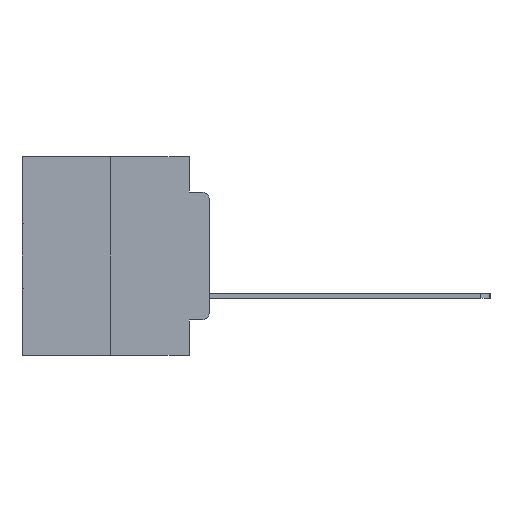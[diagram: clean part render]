
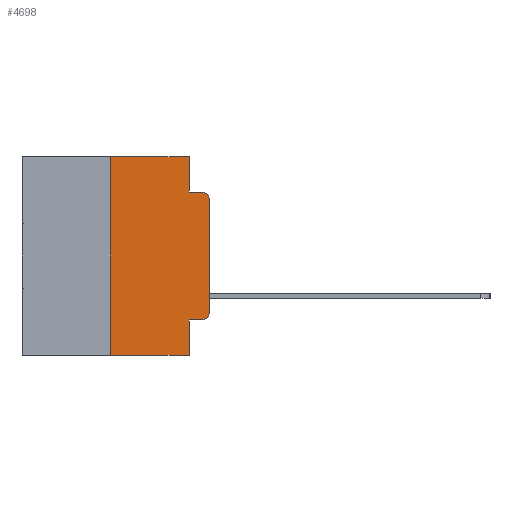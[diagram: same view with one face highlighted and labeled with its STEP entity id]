
A CAD part, left-side view. The second image highlights one B-rep face of the part: STEP entity #4698.
In plain terms, the highlighted planar face has unit normal (-1, 0, 0).
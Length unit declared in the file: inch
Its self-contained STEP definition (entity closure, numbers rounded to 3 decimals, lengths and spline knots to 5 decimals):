
#34 = DIRECTION ( 'NONE',  ( 0., 0., -1. ) ) ;
#104 = VERTEX_POINT ( 'NONE', #17928 ) ;
#1397 = AXIS2_PLACEMENT_3D ( 'NONE', #19569, #19670, #21901 ) ;
#1402 = EDGE_CURVE ( 'NONE', #14974, #1954, #12643, .T. ) ;
#1555 = LINE ( 'NONE', #15890, #13198 ) ;
#1813 = CARTESIAN_POINT ( 'NONE',  ( 0., 0.051, 0. ) ) ;
#1941 = ORIENTED_EDGE ( 'NONE', *, *, #19856, .T. ) ;
#1954 = VERTEX_POINT ( 'NONE', #19917 ) ;
#2678 = DIRECTION ( 'NONE',  ( -1., 0., 0. ) ) ;
#3585 = VECTOR ( 'NONE', #26916, 39.37008 ) ;
#3961 = LINE ( 'NONE', #22742, #9436 ) ;
#4164 = VERTEX_POINT ( 'NONE', #20634 ) ;
#4472 = ORIENTED_EDGE ( 'NONE', *, *, #9431, .F. ) ;
#4664 = VERTEX_POINT ( 'NONE', #22850 ) ;
#4698 = ADVANCED_FACE ( 'NONE', ( #7277 ), #17975, .F. ) ;
#4725 = EDGE_CURVE ( 'NONE', #4664, #12481, #12017, .T. ) ;
#5115 = CARTESIAN_POINT ( 'NONE',  ( 0., 0., -0.1085 ) ) ;
#5267 = EDGE_CURVE ( 'NONE', #26765, #19992, #15905, .T. ) ;
#6261 = EDGE_CURVE ( 'NONE', #19992, #104, #21072, .T. ) ;
#6367 = VERTEX_POINT ( 'NONE', #10265 ) ;
#6700 = ORIENTED_EDGE ( 'NONE', *, *, #5267, .F. ) ;
#7277 = FACE_OUTER_BOUND ( 'NONE', #26943, .T. ) ;
#7673 = CARTESIAN_POINT ( 'NONE',  ( 0., 0., -0.3915 ) ) ;
#7958 = LINE ( 'NONE', #15580, #19399 ) ;
#8159 = ORIENTED_EDGE ( 'NONE', *, *, #4725, .F. ) ;
#8219 = CARTESIAN_POINT ( 'NONE',  ( 0., 0.051, -0.0885 ) ) ;
#8493 = LINE ( 'NONE', #1813, #19898 ) ;
#8728 = DIRECTION ( 'NONE',  ( 0., -1., 0. ) ) ;
#9003 = VECTOR ( 'NONE', #25531, 39.37008 ) ;
#9431 = EDGE_CURVE ( 'NONE', #104, #6367, #8493, .T. ) ;
#9436 = VECTOR ( 'NONE', #11532, 39.37008 ) ;
#9467 = EDGE_CURVE ( 'NONE', #4664, #4164, #1555, .T. ) ;
#9564 = EDGE_CURVE ( 'NONE', #4164, #24450, #28109, .T. ) ;
#9865 = CARTESIAN_POINT ( 'NONE',  ( 0., 0.473, 0. ) ) ;
#10265 = CARTESIAN_POINT ( 'NONE',  ( 0., 0.051, -0.0885 ) ) ;
#10573 = DIRECTION ( 'NONE',  ( 0., -1., 0. ) ) ;
#11532 = DIRECTION ( 'NONE',  ( 0., 0., 1. ) ) ;
#11583 = LINE ( 'NONE', #8219, #16958 ) ;
#12017 = LINE ( 'NONE', #19438, #29024 ) ;
#12256 = DIRECTION ( 'NONE',  ( 0., 0., -1. ) ) ;
#12481 = VERTEX_POINT ( 'NONE', #16450 ) ;
#12643 = CIRCLE ( 'NONE', #29348, 0.02 ) ;
#13198 = VECTOR ( 'NONE', #29074, 39.37008 ) ;
#13976 = DIRECTION ( 'NONE',  ( -1., 0., 0. ) ) ;
#14647 = ORIENTED_EDGE ( 'NONE', *, *, #15394, .T. ) ;
#14974 = VERTEX_POINT ( 'NONE', #5115 ) ;
#15363 = ORIENTED_EDGE ( 'NONE', *, *, #19769, .F. ) ;
#15394 = EDGE_CURVE ( 'NONE', #24450, #14974, #3961, .T. ) ;
#15580 = CARTESIAN_POINT ( 'NONE',  ( 0., 0.473, -0.5 ) ) ;
#15711 = DIRECTION ( 'NONE',  ( 0., 0., -1. ) ) ;
#15890 = CARTESIAN_POINT ( 'NONE',  ( 0., 0.051, -0.4115 ) ) ;
#15905 = LINE ( 'NONE', #27257, #3585 ) ;
#16450 = CARTESIAN_POINT ( 'NONE',  ( 0., 0.051, -0.5 ) ) ;
#16958 = VECTOR ( 'NONE', #10573, 39.37008 ) ;
#17928 = CARTESIAN_POINT ( 'NONE',  ( 0., 0.051, 0. ) ) ;
#17975 = PLANE ( 'NONE',  #1397 ) ;
#19399 = VECTOR ( 'NONE', #8728, 39.37008 ) ;
#19438 = CARTESIAN_POINT ( 'NONE',  ( 0., 0.051, 0. ) ) ;
#19569 = CARTESIAN_POINT ( 'NONE',  ( 0., 0.473, 0. ) ) ;
#19670 = DIRECTION ( 'NONE',  ( 1., 0., 0. ) ) ;
#19769 = EDGE_CURVE ( 'NONE', #6367, #1954, #11583, .T. ) ;
#19856 = EDGE_CURVE ( 'NONE', #26765, #12481, #7958, .T. ) ;
#19898 = VECTOR ( 'NONE', #15711, 39.37008 ) ;
#19917 = CARTESIAN_POINT ( 'NONE',  ( 0., 0.02, -0.0885 ) ) ;
#19992 = VERTEX_POINT ( 'NONE', #26483 ) ;
#20634 = CARTESIAN_POINT ( 'NONE',  ( 0., 0.02, -0.4115 ) ) ;
#20956 = ORIENTED_EDGE ( 'NONE', *, *, #9467, .T. ) ;
#21072 = LINE ( 'NONE', #9865, #9003 ) ;
#21637 = CARTESIAN_POINT ( 'NONE',  ( 0., 0.02, -0.1085 ) ) ;
#21901 = DIRECTION ( 'NONE',  ( 0., 0., -1. ) ) ;
#22742 = CARTESIAN_POINT ( 'NONE',  ( 0., 0., 0. ) ) ;
#22789 = DIRECTION ( 'NONE',  ( 0., 0., -1. ) ) ;
#22850 = CARTESIAN_POINT ( 'NONE',  ( 0., 0.051, -0.4115 ) ) ;
#23131 = CARTESIAN_POINT ( 'NONE',  ( 0., 0.25, -0.5 ) ) ;
#24043 = ORIENTED_EDGE ( 'NONE', *, *, #6261, .F. ) ;
#24450 = VERTEX_POINT ( 'NONE', #7673 ) ;
#25531 = DIRECTION ( 'NONE',  ( 0., -1., 0. ) ) ;
#26379 = AXIS2_PLACEMENT_3D ( 'NONE', #27235, #13976, #34 ) ;
#26419 = ORIENTED_EDGE ( 'NONE', *, *, #1402, .T. ) ;
#26483 = CARTESIAN_POINT ( 'NONE',  ( 0., 0.25, 0. ) ) ;
#26765 = VERTEX_POINT ( 'NONE', #23131 ) ;
#26775 = ORIENTED_EDGE ( 'NONE', *, *, #9564, .T. ) ;
#26916 = DIRECTION ( 'NONE',  ( 0., 0., 1. ) ) ;
#26943 = EDGE_LOOP ( 'NONE', ( #14647, #26419, #15363, #4472, #24043, #6700, #1941, #8159, #20956, #26775 ) ) ;
#27235 = CARTESIAN_POINT ( 'NONE',  ( 0., 0.02, -0.3915 ) ) ;
#27257 = CARTESIAN_POINT ( 'NONE',  ( 0., 0.25, 0. ) ) ;
#28109 = CIRCLE ( 'NONE', #26379, 0.02 ) ;
#29024 = VECTOR ( 'NONE', #22789, 39.37008 ) ;
#29074 = DIRECTION ( 'NONE',  ( 0., -1., 0. ) ) ;
#29348 = AXIS2_PLACEMENT_3D ( 'NONE', #21637, #2678, #12256 ) ;
